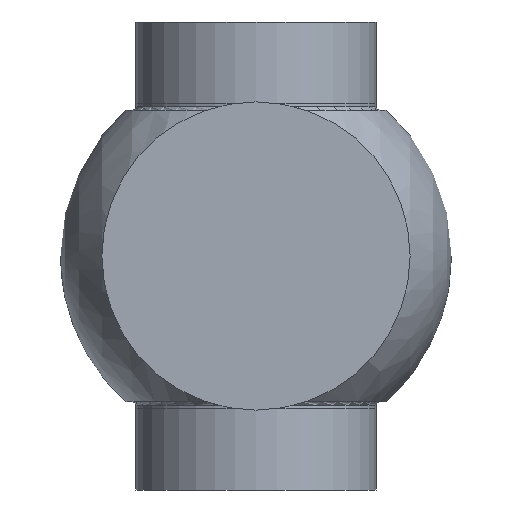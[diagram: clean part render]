
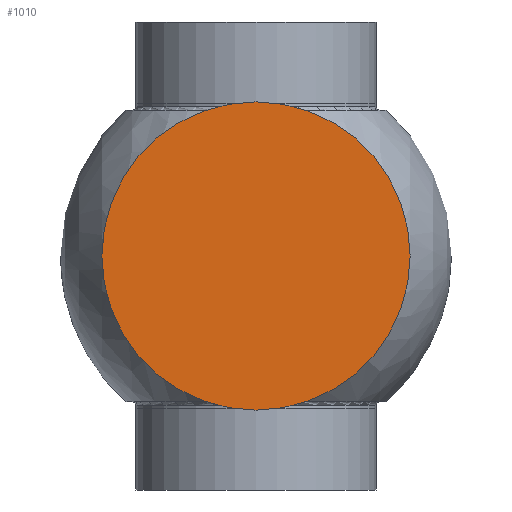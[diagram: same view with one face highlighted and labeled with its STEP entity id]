
A CAD part, front view. The second image highlights one B-rep face of the part: STEP entity #1010.
In plain terms, the highlighted planar face has unit normal (0, -1, 0).
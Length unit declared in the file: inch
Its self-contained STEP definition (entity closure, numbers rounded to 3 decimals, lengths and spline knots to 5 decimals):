
#121 = FACE_OUTER_BOUND ( 'NONE', #543, .T. ) ;
#204 = CARTESIAN_POINT ( 'NONE',  ( 0., -2.547, 0. ) ) ;
#290 = DIRECTION ( 'NONE',  ( 0., 0., 1. ) ) ;
#311 = ORIENTED_EDGE ( 'NONE', *, *, #812, .F. ) ;
#327 = PLANE ( 'NONE',  #884 ) ;
#347 = ORIENTED_EDGE ( 'NONE', *, *, #1071, .F. ) ;
#359 = DIRECTION ( 'NONE',  ( 0., 1., 0. ) ) ;
#423 = DIRECTION ( 'NONE',  ( 0., 0., 1. ) ) ;
#427 = CARTESIAN_POINT ( 'NONE',  ( 0., -2.547, 2.5625 ) ) ;
#543 = EDGE_LOOP ( 'NONE', ( #311, #347 ) ) ;
#720 = CIRCLE ( 'NONE', #986, 2.5625 ) ;
#746 = CARTESIAN_POINT ( 'NONE',  ( 0., -2.547, -2.5625 ) ) ;
#761 = VERTEX_POINT ( 'NONE', #427 ) ;
#801 = CARTESIAN_POINT ( 'NONE',  ( 0., -2.547, -2.5625 ) ) ;
#812 = EDGE_CURVE ( 'NONE', #761, #1088, #720, .T. ) ;
#860 = DIRECTION ( 'NONE',  ( 0., 1., 0. ) ) ;
#884 = AXIS2_PLACEMENT_3D ( 'NONE', #801, #1007, #423 ) ;
#939 = CARTESIAN_POINT ( 'NONE',  ( 0., -2.547, 0. ) ) ;
#986 = AXIS2_PLACEMENT_3D ( 'NONE', #204, #860, #290 ) ;
#1007 = DIRECTION ( 'NONE',  ( 0., 1., 0. ) ) ;
#1010 = ADVANCED_FACE ( 'NONE', ( #121 ), #327, .F. ) ;
#1025 = AXIS2_PLACEMENT_3D ( 'NONE', #939, #359, #1038 ) ;
#1038 = DIRECTION ( 'NONE',  ( 0., 0., 1. ) ) ;
#1071 = EDGE_CURVE ( 'NONE', #1088, #761, #1207, .T. ) ;
#1088 = VERTEX_POINT ( 'NONE', #746 ) ;
#1207 = CIRCLE ( 'NONE', #1025, 2.5625 ) ;
